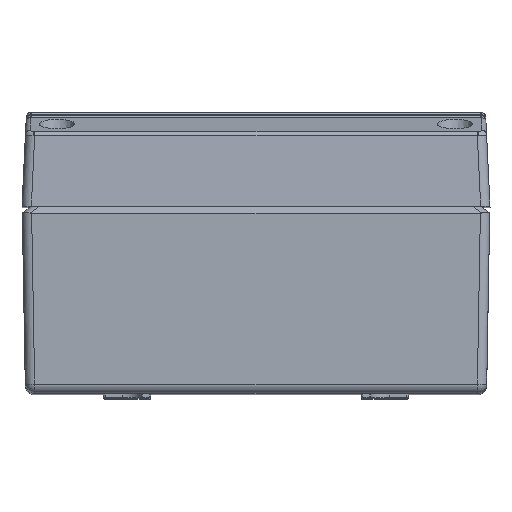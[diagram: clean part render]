
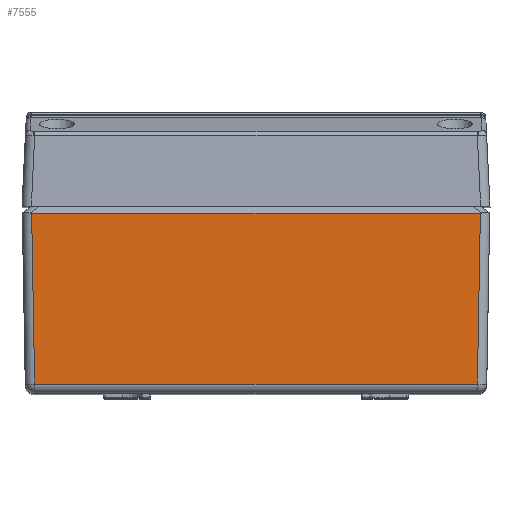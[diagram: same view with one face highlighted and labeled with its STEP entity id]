
A CAD part, top view. The second image highlights one B-rep face of the part: STEP entity #7555.
In plain terms, the highlighted planar face has unit normal (0, -0.018, 1).
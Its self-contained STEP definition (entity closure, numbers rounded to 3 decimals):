
#7432 = ORIENTED_EDGE ( 'NONE', *, *, #7460, .T. ) ;
#7435 = VERTEX_POINT ( 'NONE', #22494 ) ;
#7436 = EDGE_CURVE ( 'NONE', #7624, #7435, #22472, .T. ) ;
#7438 = ORIENTED_EDGE ( 'NONE', *, *, #7436, .T. ) ;
#7439 = EDGE_CURVE ( 'NONE', #7435, #7461, #22422, .T. ) ;
#7441 = ORIENTED_EDGE ( 'NONE', *, *, #7439, .T. ) ;
#7460 = EDGE_CURVE ( 'NONE', #7556, #7624, #22369, .T. ) ;
#7461 = VERTEX_POINT ( 'NONE', #22398 ) ;
#7464 = EDGE_CURVE ( 'NONE', #7461, #7556, #22356, .T. ) ;
#7555 = ADVANCED_FACE ( 'NONE', ( #22671 ), #22687, .T. ) ;
#7556 = VERTEX_POINT ( 'NONE', #22553 ) ;
#7594 = ORIENTED_EDGE ( 'NONE', *, *, #7464, .T. ) ;
#7622 = EDGE_LOOP ( 'NONE', ( #7594, #7432, #7438, #7441 ) ) ;
#7624 = VERTEX_POINT ( 'NONE', #22762 ) ;
#22343 = DIRECTION ( 'NONE',  ( 1., 0., 0. ) ) ;
#22344 = VECTOR ( 'NONE', #22343, 1000. ) ;
#22351 = DIRECTION ( 'NONE',  ( 0.017, 1., 0.017 ) ) ;
#22352 = VECTOR ( 'NONE', #22351, 1000. ) ;
#22353 = CARTESIAN_POINT ( 'NONE',  ( 47.97, -1.71, 99.97 ) ) ;
#22355 = CARTESIAN_POINT ( 'NONE',  ( 49.267, -40.035, 99.301 ) ) ;
#22356 = LINE ( 'NONE', #22355, #22344 ) ;
#22369 = LINE ( 'NONE', #22353, #22352 ) ;
#22398 = CARTESIAN_POINT ( 'NONE',  ( -47.301, -40.035, 99.301 ) ) ;
#22418 = DIRECTION ( 'NONE',  ( -1., 0., 0. ) ) ;
#22419 = VECTOR ( 'NONE', #22418, 1000. ) ;
#22420 = CARTESIAN_POINT ( 'NONE',  ( -49.965, -3.5, 99.939 ) ) ;
#22421 = CARTESIAN_POINT ( 'NONE',  ( -48.001, 0.035, 100.001 ) ) ;
#22422 = LINE ( 'NONE', #22421, #22476 ) ;
#22472 = LINE ( 'NONE', #22420, #22419 ) ;
#22475 = DIRECTION ( 'NONE',  ( 0.017, -1., -0.017 ) ) ;
#22476 = VECTOR ( 'NONE', #22475, 1000. ) ;
#22494 = CARTESIAN_POINT ( 'NONE',  ( -47.939, -3.5, 99.939 ) ) ;
#22553 = CARTESIAN_POINT ( 'NONE',  ( 47.301, -40.035, 99.301 ) ) ;
#22671 = FACE_OUTER_BOUND ( 'NONE', #7622, .T. ) ;
#22675 = CARTESIAN_POINT ( 'NONE',  ( -50., 0., 100. ) ) ;
#22677 = AXIS2_PLACEMENT_3D ( 'NONE', #22675, #22682, #22681 ) ;
#22681 = DIRECTION ( 'NONE',  ( 0., -1., -0.017 ) ) ;
#22682 = DIRECTION ( 'NONE',  ( 0., -0.017, 1. ) ) ;
#22687 = PLANE ( 'NONE',  #22677 ) ;
#22762 = CARTESIAN_POINT ( 'NONE',  ( 47.939, -3.5, 99.939 ) ) ;
